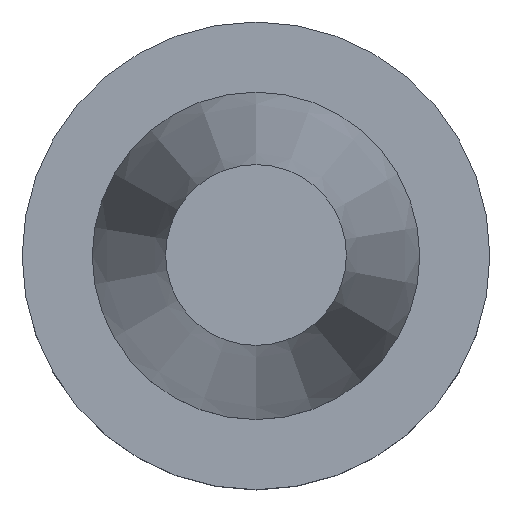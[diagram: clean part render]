
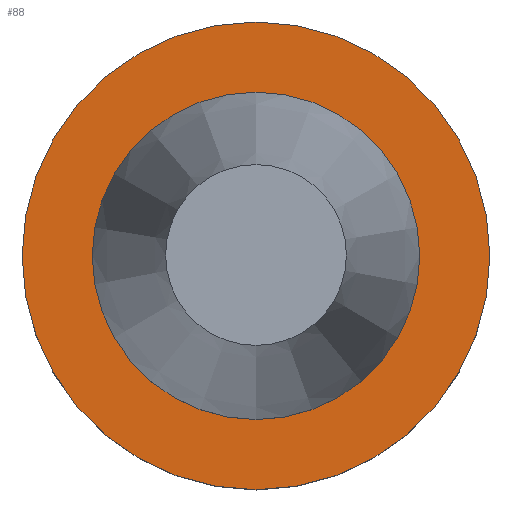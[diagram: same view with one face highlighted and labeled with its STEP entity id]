
A CAD part, top view. The second image highlights one B-rep face of the part: STEP entity #88.
In plain terms, the highlighted planar face has unit normal (0, 0, 1).
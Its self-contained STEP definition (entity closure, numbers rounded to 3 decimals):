
#88=ADVANCED_FACE('Unnamed[1]',(#199,#200),#201,.T.);
#112=EDGE_CURVE('Unnamed[1]',#236,#236,#237,.T.);
#114=EDGE_CURVE('Unnamed[1]',#239,#239,#240,.T.);
#199=FACE_OUTER_BOUND('',#337,.T.);
#200=FACE_BOUND('',#338,.T.);
#201=PLANE('',#339);
#236=VERTEX_POINT('',#382);
#237=CIRCLE('',#383,22.225);
#239=VERTEX_POINT('',#386);
#240=CIRCLE('',#387,31.75);
#337=EDGE_LOOP('',(#477));
#338=EDGE_LOOP('',(#478));
#339=AXIS2_PLACEMENT_3D('',#479,#480,#481);
#382=CARTESIAN_POINT('',(0.,22.225,-1.));
#383=AXIS2_PLACEMENT_3D('',#518,#519,#520);
#386=CARTESIAN_POINT('',(0.,31.75,-1.));
#387=AXIS2_PLACEMENT_3D('',#521,#522,#523);
#477=ORIENTED_EDGE('',*,*,#114,.F.);
#478=ORIENTED_EDGE('',*,*,#112,.T.);
#479=CARTESIAN_POINT('',(0.,26.988,-1.));
#480=DIRECTION('',(0.,0.,1.0));
#481=DIRECTION('',(0.,-1.0,0.));
#518=CARTESIAN_POINT('',(0.,0.,-1.));
#519=DIRECTION('',(0.,0.,-1.0));
#520=DIRECTION('',(0.,1.0,0.));
#521=CARTESIAN_POINT('',(0.,0.,-1.));
#522=DIRECTION('',(0.,0.,-1.0));
#523=DIRECTION('',(0.,1.0,0.));
